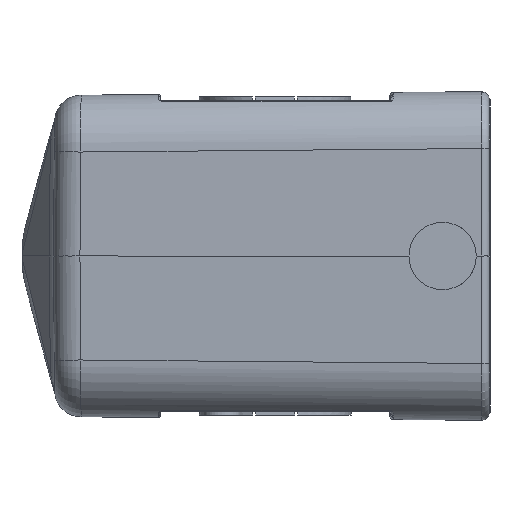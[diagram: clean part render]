
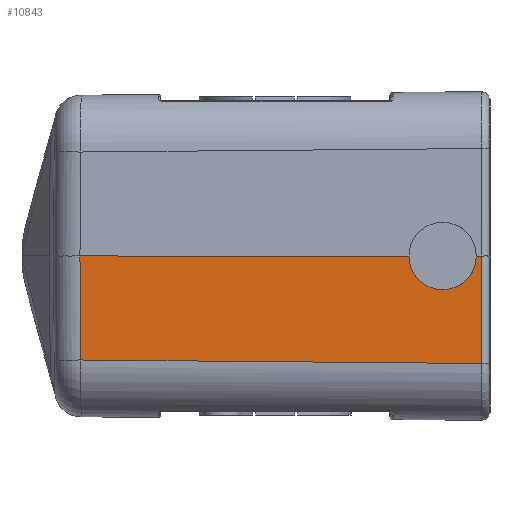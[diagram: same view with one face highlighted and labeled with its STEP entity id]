
A CAD part, left-side view. The second image highlights one B-rep face of the part: STEP entity #10843.
In plain terms, the highlighted planar face has unit normal (-1, 0.009, -0.009).
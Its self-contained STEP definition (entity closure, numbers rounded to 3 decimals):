
#1295=DIRECTION('',(0.009,1.,0.009));
#1296=VECTOR('',#1295,52.407);
#1297=CARTESIAN_POINT('',(-36.369,71.009,
-14.057));
#1298=LINE('',#1297,#1296);
#1299=DIRECTION('',(-0.009,0.009,1.));
#1300=VECTOR('',#1299,13.601);
#1301=CARTESIAN_POINT('',(-35.915,123.412,
-13.6));
#1302=LINE('',#1301,#1300);
#1307=CARTESIAN_POINT('',(-36.485,71.7,
0.));
#1308=CARTESIAN_POINT('',(-36.482,71.7,
-0.36));
#1309=CARTESIAN_POINT('',(-36.475,71.785,
-1.057));
#1310=CARTESIAN_POINT('',(-36.463,72.164,
-2.063));
#1311=CARTESIAN_POINT('',(-36.45,72.773,
-2.943));
#1312=CARTESIAN_POINT('',(-36.437,73.564,
-3.648));
#1313=CARTESIAN_POINT('',(-36.424,74.513,
-4.15));
#1314=CARTESIAN_POINT('',(-36.413,75.554,
-4.409));
#1315=CARTESIAN_POINT('',(-36.404,76.624,
-4.412));
#1316=CARTESIAN_POINT('',(-36.397,77.663,
-4.159));
#1317=CARTESIAN_POINT('',(-36.393,78.613,
-3.664));
#1318=CARTESIAN_POINT('',(-36.392,79.414,
-2.96));
#1319=CARTESIAN_POINT('',(-36.394,80.03,
-2.075));
#1320=CARTESIAN_POINT('',(-36.4,80.414,
-1.061));
#1321=CARTESIAN_POINT('',(-36.405,80.5,
-0.36));
#1322=CARTESIAN_POINT('',(-36.408,80.5,
0.));
#1355=DIRECTION('',(0.009,1.,0.));
#1356=VECTOR('',#1355,43.032);
#1357=CARTESIAN_POINT('',(-36.408,80.5,
0.));
#1358=LINE('',#1357,#1356);
#1367=DIRECTION('',(0.009,1.,0.));
#1368=VECTOR('',#1367,0.691);
#1369=CARTESIAN_POINT('',(-36.491,71.009,
0.));
#1370=LINE('',#1369,#1368);
#3231=DIRECTION('',(-0.009,0.,1.));
#3232=VECTOR('',#3231,14.057);
#3233=CARTESIAN_POINT('',(-36.369,71.009,
-14.057));
#3234=LINE('',#3233,#3232);
#7785=CARTESIAN_POINT('',(-35.915,123.412,
-13.6));
#7786=VERTEX_POINT('',#7785);
#7787=CARTESIAN_POINT('',(-36.033,123.531,
0.));
#7788=VERTEX_POINT('',#7787);
#7789=VERTEX_POINT('',#1307);
#7790=VERTEX_POINT('',#1322);
#7791=CARTESIAN_POINT('',(-36.491,71.009,
0.));
#7792=VERTEX_POINT('',#7791);
#7793=CARTESIAN_POINT('',(-36.369,71.009,
-14.057));
#7794=VERTEX_POINT('',#7793);
#10825=CARTESIAN_POINT('',(-36.511,70.,1.225));
#10826=DIRECTION('',(-1.,0.009,-0.009));
#10827=DIRECTION('',(-0.009,0.,1.));
#10828=AXIS2_PLACEMENT_3D('',#10825,#10826,#10827);
#10829=PLANE('',#10828);
#10831=ORIENTED_EDGE('',*,*,#10830,.F.);
#10833=ORIENTED_EDGE('',*,*,#10832,.F.);
#10835=ORIENTED_EDGE('',*,*,#10834,.F.);
#10837=ORIENTED_EDGE('',*,*,#10836,.T.);
#10838=ORIENTED_EDGE('',*,*,#10816,.T.);
#10840=ORIENTED_EDGE('',*,*,#10839,.F.);
#10841=EDGE_LOOP('',(#10831,#10833,#10835,#10837,#10838,#10840));
#10842=FACE_OUTER_BOUND('',#10841,.F.);
#1323=B_SPLINE_CURVE_WITH_KNOTS('',3,(#1307,#1308,#1309,#1310,#1311,#1312,#1313,
#1314,#1315,#1316,#1317,#1318,#1319,#1320,#1321,#1322),.UNSPECIFIED.,.F.,.F.,(4,
1,1,1,1,1,1,1,1,1,1,1,1,4),(0.,0.077,0.154,
0.231,0.308,0.385,0.462,
0.538,0.615,0.692,0.769,
0.846,0.923,1.),.UNSPECIFIED.);
#10816=EDGE_CURVE('',#7786,#7788,#1302,.T.);
#10830=EDGE_CURVE('',#7789,#7790,#1323,.T.);
#10832=EDGE_CURVE('',#7792,#7789,#1370,.T.);
#10834=EDGE_CURVE('',#7794,#7792,#3234,.T.);
#10836=EDGE_CURVE('',#7794,#7786,#1298,.T.);
#10839=EDGE_CURVE('',#7790,#7788,#1358,.T.);
#10843=ADVANCED_FACE('',(#10842),#10829,.T.);
